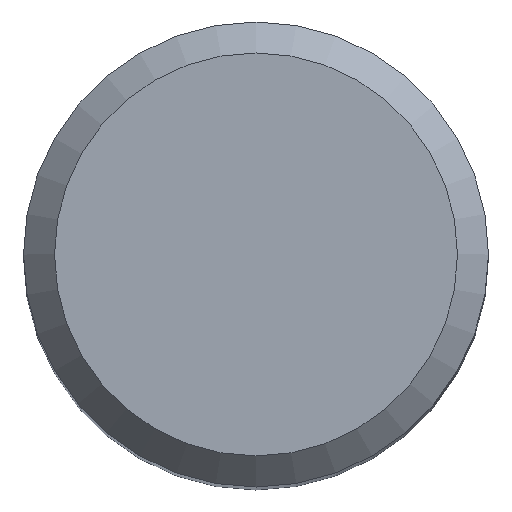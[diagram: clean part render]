
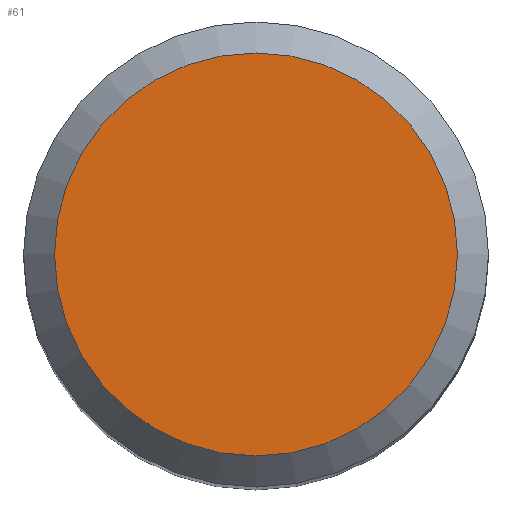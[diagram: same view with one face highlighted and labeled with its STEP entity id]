
A CAD part, top view. The second image highlights one B-rep face of the part: STEP entity #61.
In plain terms, the highlighted planar face has unit normal (0, 0, 1).
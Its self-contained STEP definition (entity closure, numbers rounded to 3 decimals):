
#44=PLANE('',#201);
#47=FACE_OUTER_BOUND('',#94,.T.);
#61=ADVANCED_FACE('',(#47),#44,.F.);
#94=EDGE_LOOP('',(#112));
#112=ORIENTED_EDGE('',*,*,#137,.T.);
#127=VERTEX_POINT('',#327);
#137=EDGE_CURVE('',#127,#127,#144,.T.);
#144=CIRCLE('',#200,5.2);
#200=AXIS2_PLACEMENT_3D('',#326,#233,#234);
#201=AXIS2_PLACEMENT_3D('',#328,#235,#236);
#233=DIRECTION('',(0.,0.,1.));
#234=DIRECTION('',(-1.,0.,0.));
#235=DIRECTION('',(0.,0.,-1.));
#236=DIRECTION('',(-1.,0.,0.));
#326=CARTESIAN_POINT('',(0.,0.,0.));
#327=CARTESIAN_POINT('',(-5.2,0.,0.));
#328=CARTESIAN_POINT('',(0.,6.,0.));
